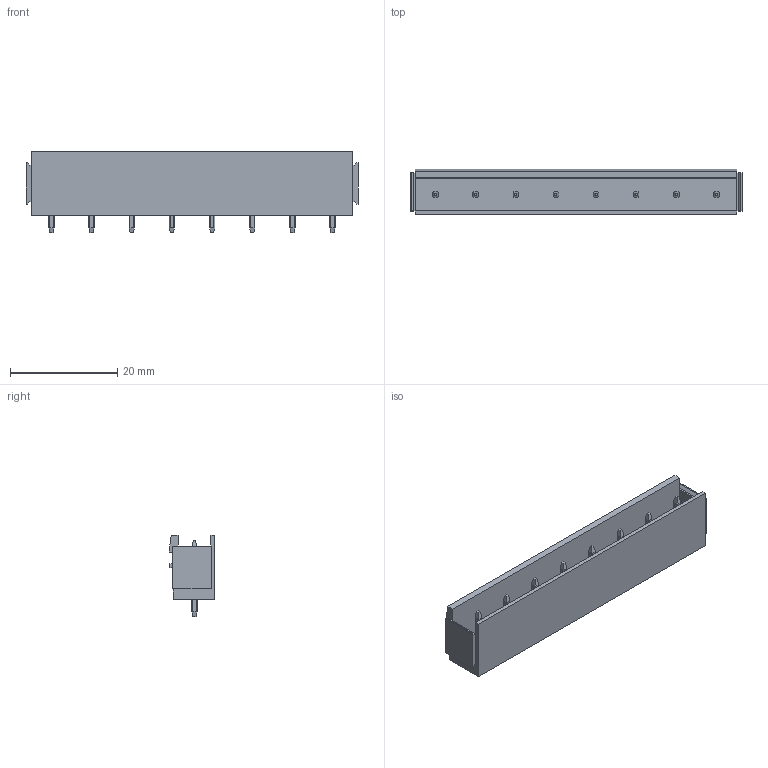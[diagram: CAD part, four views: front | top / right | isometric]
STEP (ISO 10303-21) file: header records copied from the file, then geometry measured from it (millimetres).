
FILE_DESCRIPTION(('CATIA V5 STEP Exchange','CAx-IF Rec.Pracs.--- Model Styling and Organization---1.2---2011-12-15'),'2;1');
FILE_NAME ('D1453838_0_1629190000_1629190000.stp','2018-10-29T06:17:53+00:00',('none'),('Weidmueller'),'CATIA Version 5-6 Release 2014','CATIA V5 STEP AP214','none');
FILE_SCHEMA(('AUTOMOTIVE_DESIGN { 1 0 10303 214 1 1 1 1 }'));
Length unit declared in the file: millimetre
Products named in the file (1): 1629190000
Bounding box: 62 x 8.5 x 15.2 mm (x, y, z)
Volume: 2750.8 mm3; surface area: 4335.1 mm2
Topology: 9 solids, 9 shells, 255 faces, 699 edges, 462 vertices
Faces by surface type: plane 189, cylinder 66
Entity records: 7429 total; most frequent: CARTESIAN_POINT 1748, ORIENTED_EDGE 1398, DIRECTION 783, EDGE_CURVE 699, VERTEX_POINT 462, VECTOR 435, LINE 435, EDGE_LOOP 271
